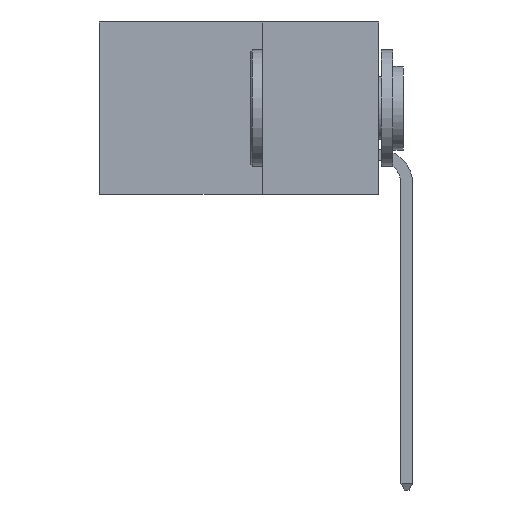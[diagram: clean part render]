
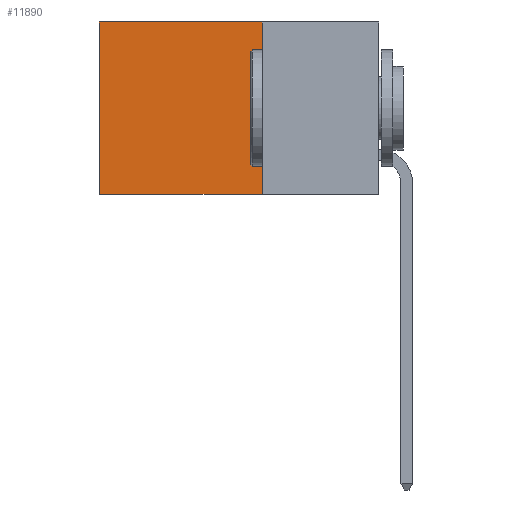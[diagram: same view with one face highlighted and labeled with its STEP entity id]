
A CAD part, left-side view. The second image highlights one B-rep face of the part: STEP entity #11890.
In plain terms, the highlighted planar face has unit normal (-1, 0, 0).
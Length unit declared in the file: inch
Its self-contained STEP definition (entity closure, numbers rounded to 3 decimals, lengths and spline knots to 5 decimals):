
#327 = EDGE_LOOP ( 'NONE', ( #15940, #2104, #6736, #6816 ) ) ;
#436 = LINE ( 'NONE', #10668, #21094 ) ;
#581 = VERTEX_POINT ( 'NONE', #1236 ) ;
#611 = VECTOR ( 'NONE', #13207, 39.37008 ) ;
#1236 = CARTESIAN_POINT ( 'NONE',  ( 0.2615, 0.6, 0. ) ) ;
#2104 = ORIENTED_EDGE ( 'NONE', *, *, #14245, .F. ) ;
#2942 = EDGE_CURVE ( 'NONE', #581, #16982, #436, .T. ) ;
#4254 = DIRECTION ( 'NONE',  ( 0., 0., -1. ) ) ;
#6035 = VECTOR ( 'NONE', #4254, 39.37008 ) ;
#6231 = CARTESIAN_POINT ( 'NONE',  ( 0.2615, 0.6, -0.37 ) ) ;
#6736 = ORIENTED_EDGE ( 'NONE', *, *, #12077, .F. ) ;
#6816 = ORIENTED_EDGE ( 'NONE', *, *, #8917, .T. ) ;
#7952 = CARTESIAN_POINT ( 'NONE',  ( 0.2615, 0.25, -0.37 ) ) ;
#8820 = DIRECTION ( 'NONE',  ( 0., 0., -1. ) ) ;
#8917 = EDGE_CURVE ( 'NONE', #20775, #581, #19015, .T. ) ;
#10668 = CARTESIAN_POINT ( 'NONE',  ( 0.2615, 0.6, -0.37 ) ) ;
#11582 = CARTESIAN_POINT ( 'NONE',  ( 0.2615, 0.25, 0. ) ) ;
#11890 = ADVANCED_FACE ( 'NONE', ( #13964 ), #12035, .F. ) ;
#12035 = PLANE ( 'NONE',  #14801 ) ;
#12077 = EDGE_CURVE ( 'NONE', #20775, #15835, #14742, .T. ) ;
#13106 = VECTOR ( 'NONE', #14513, 39.37008 ) ;
#13207 = DIRECTION ( 'NONE',  ( 0., 1., 0. ) ) ;
#13964 = FACE_OUTER_BOUND ( 'NONE', #327, .T. ) ;
#14245 = EDGE_CURVE ( 'NONE', #15835, #16982, #17982, .T. ) ;
#14513 = DIRECTION ( 'NONE',  ( 0., 1., 0. ) ) ;
#14742 = LINE ( 'NONE', #17378, #6035 ) ;
#14801 = AXIS2_PLACEMENT_3D ( 'NONE', #16962, #18587, #8820 ) ;
#15835 = VERTEX_POINT ( 'NONE', #19815 ) ;
#15940 = ORIENTED_EDGE ( 'NONE', *, *, #2942, .T. ) ;
#16825 = DIRECTION ( 'NONE',  ( 0., 0., -1. ) ) ;
#16962 = CARTESIAN_POINT ( 'NONE',  ( 0.2615, 0.25, -0.37 ) ) ;
#16982 = VERTEX_POINT ( 'NONE', #6231 ) ;
#17378 = CARTESIAN_POINT ( 'NONE',  ( 0.2615, 0.25, -0.37 ) ) ;
#17982 = LINE ( 'NONE', #7952, #13106 ) ;
#18587 = DIRECTION ( 'NONE',  ( 1., 0., 0. ) ) ;
#19015 = LINE ( 'NONE', #11582, #611 ) ;
#19815 = CARTESIAN_POINT ( 'NONE',  ( 0.2615, 0.25, -0.37 ) ) ;
#20111 = CARTESIAN_POINT ( 'NONE',  ( 0.2615, 0.25, 0. ) ) ;
#20775 = VERTEX_POINT ( 'NONE', #20111 ) ;
#21094 = VECTOR ( 'NONE', #16825, 39.37008 ) ;
